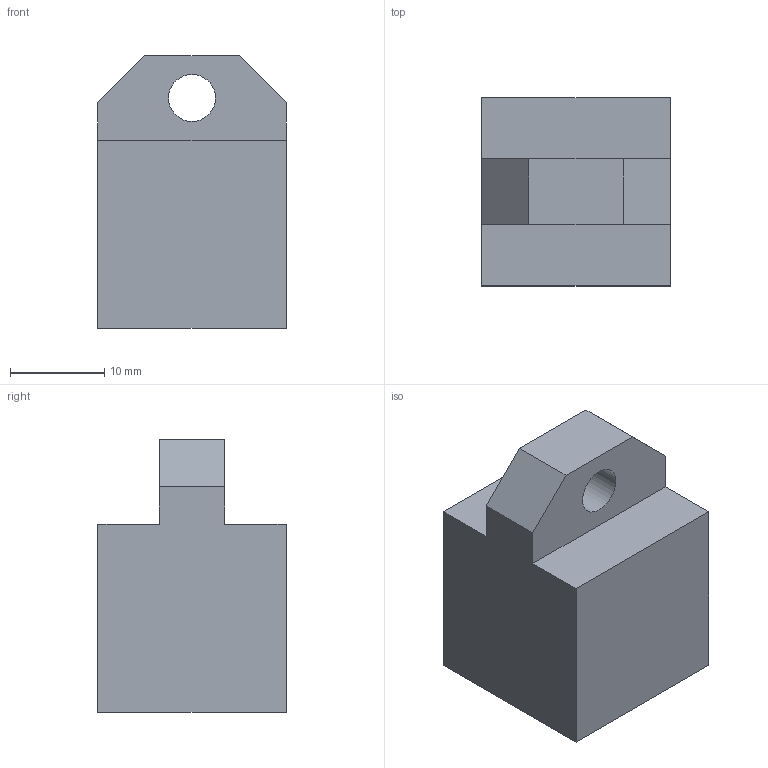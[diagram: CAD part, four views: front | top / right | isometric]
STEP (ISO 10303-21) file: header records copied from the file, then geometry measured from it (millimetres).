
FILE_DESCRIPTION(/* description */ (''),/* implementation_level */ '2;1');
FILE_NAME(/* name */ 'Weight Block (PUBLIC).step',/* time_stamp */ '2023-06-27T23:50:16-06:00',/* author */ (''),/* organization */ (''),/* preprocessor_version */ 'ST-DEVELOPER v19.2',/* originating_system */ 'Autodesk Translation Framework v12.6.0.85',/* authorisation */ '');
FILE_SCHEMA (('AUTOMOTIVE_DESIGN { 1 0 10303 214 3 1 1 }'));
Length unit declared in the file: millimetre
Products named in the file (1): Weight Block (PUBLIC)
Bounding box: 20 x 20 x 29 mm (x, y, z)
Volume: 8947.6 mm3; surface area: 2865.7 mm2
Topology: 1 solids, 1 shells, 13 faces, 33 edges, 22 vertices
Faces by surface type: plane 12, cylinder 1
Full cylindrical faces by diameter (mm): 5 x1
Entity records: 426 total; most frequent: CARTESIAN_POINT 69, ORIENTED_EDGE 66, DIRECTION 63, EDGE_CURVE 33, LINE 31, VECTOR 31, VERTEX_POINT 22, AXIS2_PLACEMENT_3D 16
